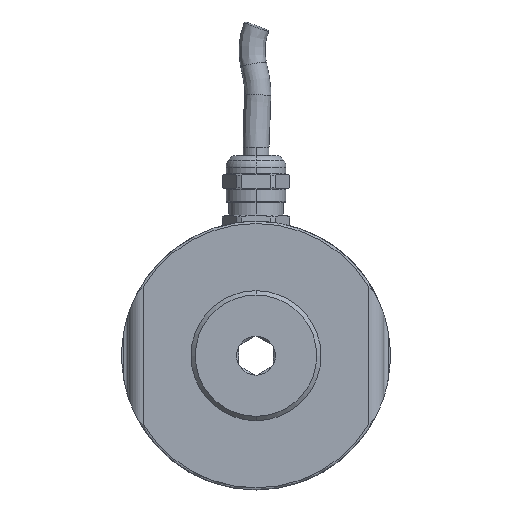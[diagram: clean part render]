
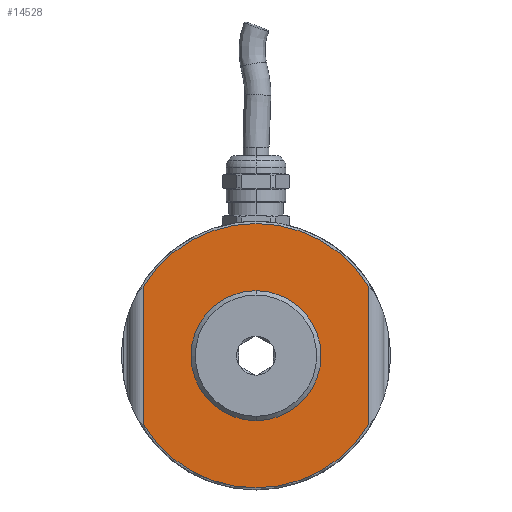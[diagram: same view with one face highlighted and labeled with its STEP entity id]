
A CAD part, front view. The second image highlights one B-rep face of the part: STEP entity #14528.
In plain terms, the highlighted planar face has unit normal (0, -1, 0).
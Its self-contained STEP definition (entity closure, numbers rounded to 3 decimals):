
#3113=CARTESIAN_POINT('',(0.,7.,0.));
#3114=DIRECTION('',(0.,-1.,0.));
#3115=DIRECTION('',(-0.852,0.,-0.523));
#3116=AXIS2_PLACEMENT_3D('',#3113,#3114,#3115);
#3121=CARTESIAN_POINT('',(0.,7.,0.));
#3122=DIRECTION('',(0.,-1.,0.));
#3123=DIRECTION('',(0.,0.,1.));
#3124=AXIS2_PLACEMENT_3D('',#3121,#3122,#3123);
#3129=CARTESIAN_POINT('',(0.,7.,0.));
#3130=DIRECTION('',(0.,-1.,0.));
#3131=DIRECTION('',(0.852,0.,0.523));
#3132=AXIS2_PLACEMENT_3D('',#3129,#3130,#3131);
#3137=CARTESIAN_POINT('',(0.,7.,0.));
#3138=DIRECTION('',(0.,1.,0.));
#3139=DIRECTION('',(0.,0.,-1.));
#3140=AXIS2_PLACEMENT_3D('',#3137,#3138,#3139);
#3145=CARTESIAN_POINT('',(0.,7.,0.));
#3146=DIRECTION('',(0.,1.,0.));
#3147=DIRECTION('',(0.,0.,1.));
#3148=AXIS2_PLACEMENT_3D('',#3145,#3146,#3147);
#3306=DIRECTION('',(0.,0.,1.));
#3307=VECTOR('',#3306,31.89);
#3308=CARTESIAN_POINT('',(-26.,7.,-15.945));
#3309=LINE('',#3308,#3307);
#6640=DIRECTION('',(0.,0.,-1.));
#6641=VECTOR('',#6640,31.89);
#6642=CARTESIAN_POINT('',(26.,7.,15.945));
#6643=LINE('',#6642,#6641);
#6652=CARTESIAN_POINT('',(26.,7.,15.945));
#11245=CARTESIAN_POINT('',(-26.,7.,-15.945));
#11246=CARTESIAN_POINT('',(-26.,7.,15.945));
#11247=VERTEX_POINT('',#11245);
#11248=VERTEX_POINT('',#11246);
#11568=VERTEX_POINT('',#6652);
#11998=CARTESIAN_POINT('',(26.,7.,-15.945));
#11999=VERTEX_POINT('',#11998);
#12562=CARTESIAN_POINT('',(0.,7.,30.5));
#12563=VERTEX_POINT('',#12562);
#12758=CARTESIAN_POINT('',(0.,7.,15.));
#12760=VERTEX_POINT('',#12758);
#12762=CARTESIAN_POINT('',(0.,7.,-15.));
#12764=VERTEX_POINT('',#12762);
#14507=CARTESIAN_POINT('',(31.,7.,0.));
#14508=DIRECTION('',(0.,-1.,0.));
#14509=DIRECTION('',(0.,0.,-1.));
#14510=AXIS2_PLACEMENT_3D('',#14507,#14508,#14509);
#14511=PLANE('',#14510);
#14513=ORIENTED_EDGE('',*,*,#14512,.F.);
#14515=ORIENTED_EDGE('',*,*,#14514,.T.);
#14516=ORIENTED_EDGE('',*,*,#14493,.F.);
#14517=ORIENTED_EDGE('',*,*,#14502,.F.);
#14519=ORIENTED_EDGE('',*,*,#14518,.T.);
#14520=EDGE_LOOP('',(#14513,#14515,#14516,#14517,#14519));
#14521=FACE_OUTER_BOUND('',#14520,.F.);
#14523=ORIENTED_EDGE('',*,*,#14522,.F.);
#14525=ORIENTED_EDGE('',*,*,#14524,.F.);
#14526=EDGE_LOOP('',(#14523,#14525));
#14527=FACE_BOUND('',#14526,.F.);
#14528=ADVANCED_FACE('',(#14521,#14527),#14511,.T.);
#3117=CIRCLE('',#3116,30.5);
#3125=CIRCLE('',#3124,30.5);
#3133=CIRCLE('',#3132,30.5);
#3141=CIRCLE('',#3140,15.);
#3149=CIRCLE('',#3148,15.);
#14493=EDGE_CURVE('',#12563,#11248,#3125,.T.);
#14502=EDGE_CURVE('',#11568,#12563,#3133,.T.);
#14512=EDGE_CURVE('',#11247,#11999,#3117,.T.);
#14514=EDGE_CURVE('',#11247,#11248,#3309,.T.);
#14518=EDGE_CURVE('',#11568,#11999,#6643,.T.);
#14522=EDGE_CURVE('',#12764,#12760,#3141,.T.);
#14524=EDGE_CURVE('',#12760,#12764,#3149,.T.);
